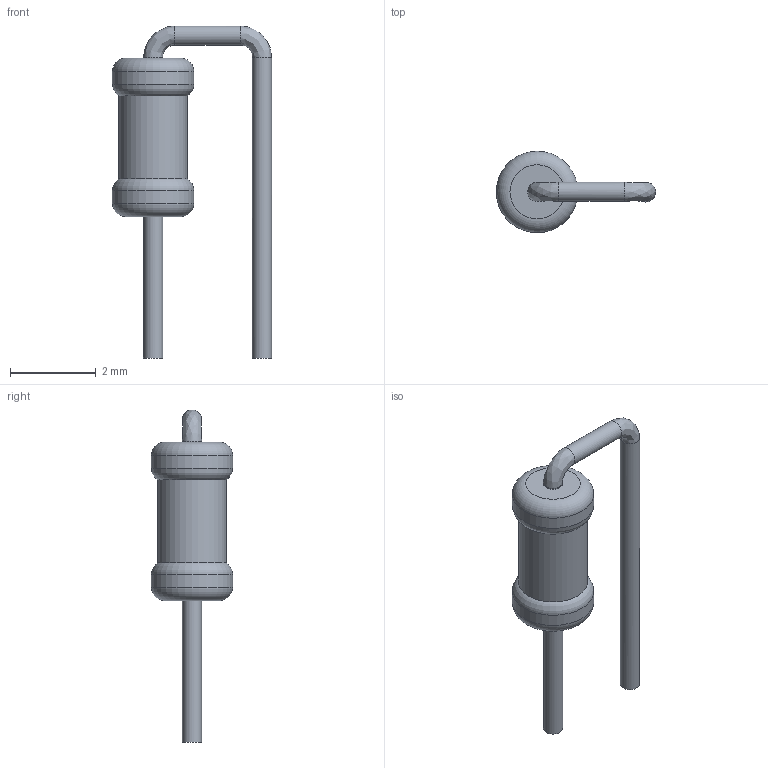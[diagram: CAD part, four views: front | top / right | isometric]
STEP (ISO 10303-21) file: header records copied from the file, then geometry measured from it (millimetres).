
FILE_DESCRIPTION(('Open CASCADE Model'),'2;1');
FILE_NAME('Open CASCADE Shape Model','2023-10-05T22:08:30',('Author'),('Open CASCADE'),'Open CASCADE STEP processor 7.7','Open CASCADE 7.7','Unknown');
FILE_SCHEMA(('AUTOMOTIVE_DESIGN { 1 0 10303 214 1 1 1 1 }'));
Length unit declared in the file: millimetre
Products named in the file (1): Vertical, 2.54 mm
Bounding box: 3.71 x 1.9 x 7.75 mm (x, y, z)
Volume: 10.6 mm3; surface area: 43.6 mm2
Topology: 1 solids, 1 shells, 17 faces, 29 edges, 16 vertices
Faces by surface type: cylinder 7, torus 4, plane 4, bspline 2
Full cylindrical faces by diameter (mm): 0.45 x4, 1.596 x1, 1.9 x2
Entity records: 405 total; most frequent: CARTESIAN_POINT 127, ORIENTED_EDGE 53, EDGE_CURVE 29, AXIS2_PLACEMENT_3D 25, FACE_BOUND 19, EDGE_LOOP 19, CIRCLE 18, ADVANCED_FACE 17
